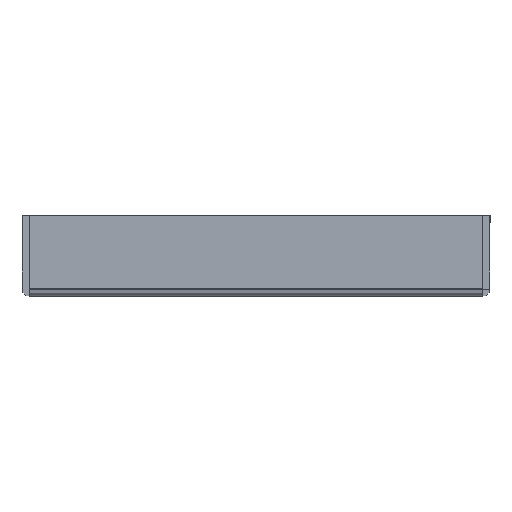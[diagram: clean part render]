
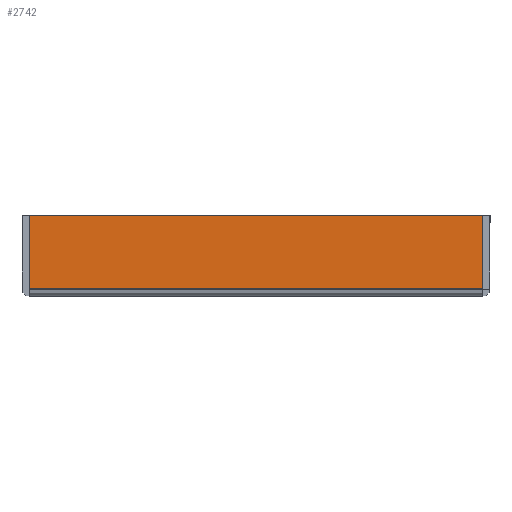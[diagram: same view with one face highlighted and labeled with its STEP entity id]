
A CAD part, left-side view. The second image highlights one B-rep face of the part: STEP entity #2742.
In plain terms, the highlighted planar face has unit normal (-1, 0, 0).
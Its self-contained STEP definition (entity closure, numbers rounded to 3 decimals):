
#236 = EDGE_LOOP ( 'NONE', ( #3602, #3628, #3550, #3524 ) ) ;
#946 = LINE ( 'NONE', #1621, #947 ) ;
#947 = VECTOR ( 'NONE', #1622, 1000. ) ;
#950 = LINE ( 'NONE', #1623, #956 ) ;
#954 = LINE ( 'NONE', #1626, #955 ) ;
#955 = VECTOR ( 'NONE', #1627, 1000. ) ;
#956 = VECTOR ( 'NONE', #1629, 1000. ) ;
#957 = LINE ( 'NONE', #1639, #962 ) ;
#962 = VECTOR ( 'NONE', #1640, 1000. ) ;
#1183 = FACE_OUTER_BOUND ( 'NONE', #236, .T. ) ;
#1621 = CARTESIAN_POINT ( 'NONE',  ( -1048.5, -45.99, 1.6 ) ) ;
#1622 = DIRECTION ( 'NONE',  ( 0., 1., 0. ) ) ;
#1623 = CARTESIAN_POINT ( 'NONE',  ( -1048.5, 45.99, 1.5 ) ) ;
#1626 = CARTESIAN_POINT ( 'NONE',  ( -1048.5, -45.99, 16.5 ) ) ;
#1627 = DIRECTION ( 'NONE',  ( 0., 0., 1. ) ) ;
#1629 = DIRECTION ( 'NONE',  ( 0., 0., -1. ) ) ;
#1639 = CARTESIAN_POINT ( 'NONE',  ( -1048.5, 45.99, 16.5 ) ) ;
#1640 = DIRECTION ( 'NONE',  ( 0., 1., 0. ) ) ;
#1890 = CARTESIAN_POINT ( 'NONE',  ( -1048.5, -45.99, 1.5 ) ) ;
#1897 = PLANE ( 'NONE',  #2663 ) ;
#1902 = DIRECTION ( 'NONE',  ( 1., 0., 0. ) ) ;
#1903 = DIRECTION ( 'NONE',  ( 0., 0., -1. ) ) ;
#2259 = CARTESIAN_POINT ( 'NONE',  ( -1048.5, -45.99, 1.6 ) ) ;
#2262 = CARTESIAN_POINT ( 'NONE',  ( -1048.5, 45.99, 1.6 ) ) ;
#2268 = CARTESIAN_POINT ( 'NONE',  ( -1048.5, -45.99, 16.5 ) ) ;
#2276 = CARTESIAN_POINT ( 'NONE',  ( -1048.5, 45.99, 16.5 ) ) ;
#2444 = EDGE_CURVE ( 'NONE', #2981, #2984, #946, .T. ) ;
#2446 = EDGE_CURVE ( 'NONE', #2981, #2990, #954, .T. ) ;
#2447 = EDGE_CURVE ( 'NONE', #2998, #2984, #950, .T. ) ;
#2452 = EDGE_CURVE ( 'NONE', #2990, #2998, #957, .T. ) ;
#2663 = AXIS2_PLACEMENT_3D ( 'NONE', #1890, #1902, #1903 ) ;
#2742 = ADVANCED_FACE ( 'NONE', ( #1183 ), #1897, .F. ) ;
#2981 = VERTEX_POINT ( 'NONE', #2259 ) ;
#2984 = VERTEX_POINT ( 'NONE', #2262 ) ;
#2990 = VERTEX_POINT ( 'NONE', #2268 ) ;
#2998 = VERTEX_POINT ( 'NONE', #2276 ) ;
#3524 = ORIENTED_EDGE ( 'NONE', *, *, #2447, .T. ) ;
#3550 = ORIENTED_EDGE ( 'NONE', *, *, #2452, .T. ) ;
#3602 = ORIENTED_EDGE ( 'NONE', *, *, #2444, .F. ) ;
#3628 = ORIENTED_EDGE ( 'NONE', *, *, #2446, .T. ) ;
